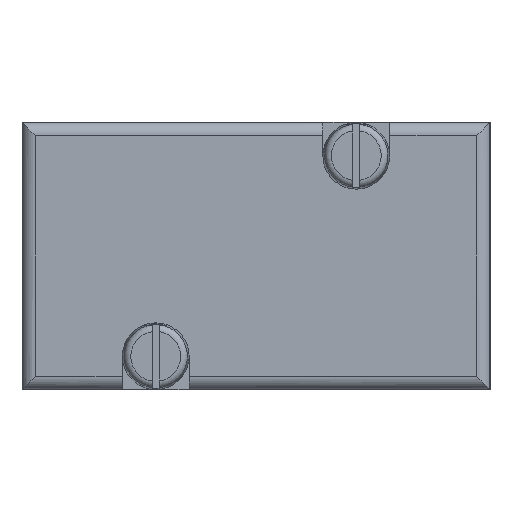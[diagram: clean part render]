
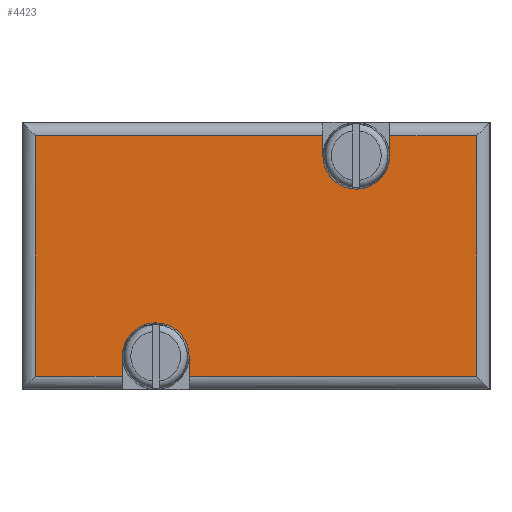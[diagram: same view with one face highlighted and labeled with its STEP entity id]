
A CAD part, left-side view. The second image highlights one B-rep face of the part: STEP entity #4423.
In plain terms, the highlighted planar face has unit normal (-1, 0, 0).
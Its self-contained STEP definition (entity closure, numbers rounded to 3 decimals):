
#153=LINE('',#6871,#527);
#154=LINE('',#6876,#528);
#155=LINE('',#6878,#529);
#156=LINE('',#6880,#530);
#157=LINE('',#6882,#531);
#158=LINE('',#6884,#532);
#159=LINE('',#6888,#533);
#160=LINE('',#6890,#534);
#161=LINE('',#6892,#535);
#162=LINE('',#6894,#536);
#527=VECTOR('',#5307,1000.);
#528=VECTOR('',#5310,1000.);
#529=VECTOR('',#5311,1000.);
#530=VECTOR('',#5312,1000.);
#531=VECTOR('',#5313,1000.);
#532=VECTOR('',#5314,1000.);
#533=VECTOR('',#5317,1000.);
#534=VECTOR('',#5318,1000.);
#535=VECTOR('',#5319,1000.);
#536=VECTOR('',#5320,1000.);
#901=PLANE('',#4734);
#1157=ORIENTED_EDGE('',*,*,#2447,.F.);
#1158=ORIENTED_EDGE('',*,*,#2448,.F.);
#1159=ORIENTED_EDGE('',*,*,#2449,.F.);
#1160=ORIENTED_EDGE('',*,*,#2450,.T.);
#1161=ORIENTED_EDGE('',*,*,#2451,.F.);
#1162=ORIENTED_EDGE('',*,*,#2452,.F.);
#1163=ORIENTED_EDGE('',*,*,#2453,.F.);
#1164=ORIENTED_EDGE('',*,*,#2454,.F.);
#1165=ORIENTED_EDGE('',*,*,#2455,.F.);
#1166=ORIENTED_EDGE('',*,*,#2456,.F.);
#1167=ORIENTED_EDGE('',*,*,#2457,.T.);
#1168=ORIENTED_EDGE('',*,*,#2458,.T.);
#2447=EDGE_CURVE('',#3084,#3085,#153,.T.);
#2448=EDGE_CURVE('',#3086,#3084,#3507,.F.);
#2449=EDGE_CURVE('',#3087,#3086,#154,.T.);
#2450=EDGE_CURVE('',#3087,#3088,#155,.T.);
#2451=EDGE_CURVE('',#3089,#3088,#156,.T.);
#2452=EDGE_CURVE('',#3090,#3089,#157,.T.);
#2453=EDGE_CURVE('',#3091,#3090,#158,.T.);
#2454=EDGE_CURVE('',#3092,#3091,#3508,.F.);
#2455=EDGE_CURVE('',#3093,#3092,#159,.T.);
#2456=EDGE_CURVE('',#3094,#3093,#160,.T.);
#2457=EDGE_CURVE('',#3094,#3095,#161,.T.);
#2458=EDGE_CURVE('',#3095,#3085,#162,.T.);
#3084=VERTEX_POINT('',#6872);
#3085=VERTEX_POINT('',#6873);
#3086=VERTEX_POINT('',#6875);
#3087=VERTEX_POINT('',#6877);
#3088=VERTEX_POINT('',#6879);
#3089=VERTEX_POINT('',#6881);
#3090=VERTEX_POINT('',#6883);
#3091=VERTEX_POINT('',#6885);
#3092=VERTEX_POINT('',#6887);
#3093=VERTEX_POINT('',#6889);
#3094=VERTEX_POINT('',#6891);
#3095=VERTEX_POINT('',#6893);
#3507=CIRCLE('',#4735,5.);
#3508=CIRCLE('',#4736,5.);
#3734=EDGE_LOOP('',(#1157,#1158,#1159,#1160,#1161,#1162,#1163,#1164,#1165,
#1166,#1167,#1168));
#4070=FACE_BOUND('',#3734,.T.);
#4423=ADVANCED_FACE('',(#4070),#901,.F.);
#4734=AXIS2_PLACEMENT_3D('',#6870,#5305,#5306);
#4735=AXIS2_PLACEMENT_3D('',#6874,#5308,#5309);
#4736=AXIS2_PLACEMENT_3D('',#6886,#5315,#5316);
#5305=DIRECTION('',(1.,0.,0.));
#5306=DIRECTION('',(0.,0.,-1.));
#5307=DIRECTION('',(0.,0.,-1.));
#5308=DIRECTION('',(1.,0.,0.));
#5309=DIRECTION('',(0.,0.,-1.));
#5310=DIRECTION('',(0.,0.,1.));
#5311=DIRECTION('',(0.,-1.,0.));
#5312=DIRECTION('',(0.,0.,-1.));
#5313=DIRECTION('',(0.,-1.,0.));
#5314=DIRECTION('',(0.,0.,1.));
#5315=DIRECTION('',(1.,0.,0.));
#5316=DIRECTION('',(0.,0.,-1.));
#5317=DIRECTION('',(0.,0.,-1.));
#5318=DIRECTION('',(0.,-1.,0.));
#5319=DIRECTION('',(0.,0.,-1.));
#5320=DIRECTION('',(0.,-1.,0.));
#6870=CARTESIAN_POINT('',(-80.,70.,-18.));
#6871=CARTESIAN_POINT('',(-80.,55.,-18.));
#6872=CARTESIAN_POINT('',(-80.,55.,-15.));
#6873=CARTESIAN_POINT('',(-80.,55.,-18.));
#6874=CARTESIAN_POINT('',(-80.,50.,-15.));
#6875=CARTESIAN_POINT('',(-80.,45.,-15.));
#6876=CARTESIAN_POINT('',(-80.,45.,-18.));
#6877=CARTESIAN_POINT('',(-80.,45.,-18.));
#6878=CARTESIAN_POINT('',(-80.,70.,-18.));
#6879=CARTESIAN_POINT('',(-80.,2.,-18.));
#6880=CARTESIAN_POINT('',(-80.,2.,30.));
#6881=CARTESIAN_POINT('',(-80.,2.,18.));
#6882=CARTESIAN_POINT('',(-80.,70.,18.));
#6883=CARTESIAN_POINT('',(-80.,15.,18.));
#6884=CARTESIAN_POINT('',(-80.,15.,-18.));
#6885=CARTESIAN_POINT('',(-80.,15.,15.));
#6886=CARTESIAN_POINT('',(-80.,20.,15.));
#6887=CARTESIAN_POINT('',(-80.,25.,15.));
#6888=CARTESIAN_POINT('',(-80.,25.,-18.));
#6889=CARTESIAN_POINT('',(-80.,25.,18.));
#6890=CARTESIAN_POINT('',(-80.,70.,18.));
#6891=CARTESIAN_POINT('',(-80.,68.,18.));
#6892=CARTESIAN_POINT('',(-80.,68.,30.));
#6893=CARTESIAN_POINT('',(-80.,68.,-18.));
#6894=CARTESIAN_POINT('',(-80.,70.,-18.));
